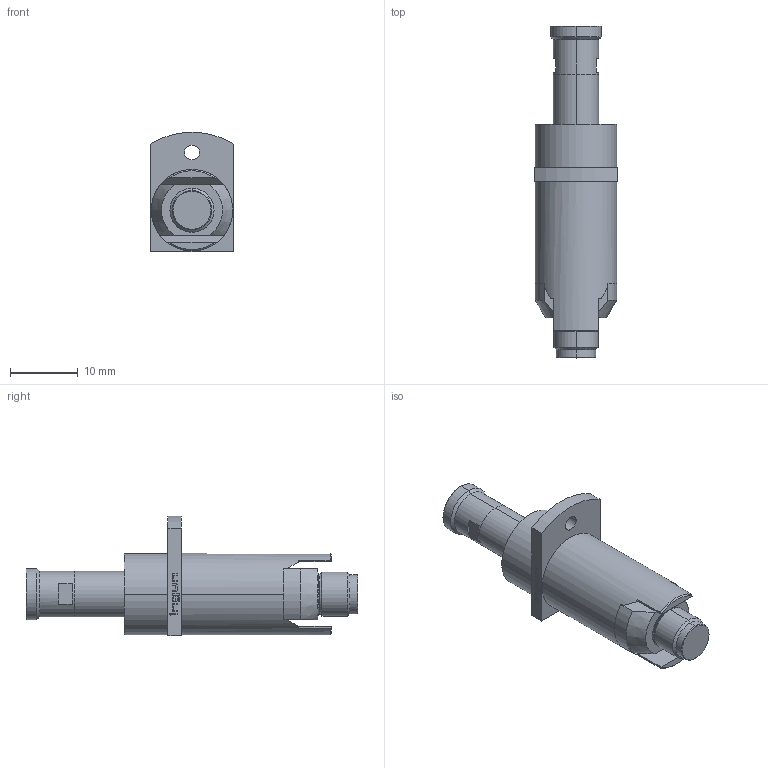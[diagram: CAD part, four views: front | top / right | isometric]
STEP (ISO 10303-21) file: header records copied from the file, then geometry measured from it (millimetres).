
FILE_DESCRIPTION (( 'STEP AP203' ), '1' );
FILE_NAME ('INGUN_HFS-819_303_090_A_xxx43_F2-Z.STEP', '2022-05-09T10:57:31', ( 'ochi' ), ( '' ), 'SwSTEP 2.0', 'SolidWorks 2018', '' );
FILE_SCHEMA (( 'CONFIG_CONTROL_DESIGN' ));
Length unit declared in the file: millimetre
Products named in the file (1): INGUN_HFS-819_303_090_A_xxx43_F2-Z
Bounding box: 12.2 x 48.9 x 17.56 mm (x, y, z)
Volume: 3885.3 mm3; surface area: 2287.5 mm2
Topology: 1 solids, 1 shells, 215 faces, 527 edges, 333 vertices
Faces by surface type: plane 109, cylinder 47, cone 28, bspline 24, torus 7
Entity records: 7346 total; most frequent: CARTESIAN_POINT 2415, ORIENTED_EDGE 1038, DIRECTION 934, EDGE_CURVE 519, AXIS2_PLACEMENT_3D 339, VERTEX_POINT 333, LINE 256, VECTOR 256
